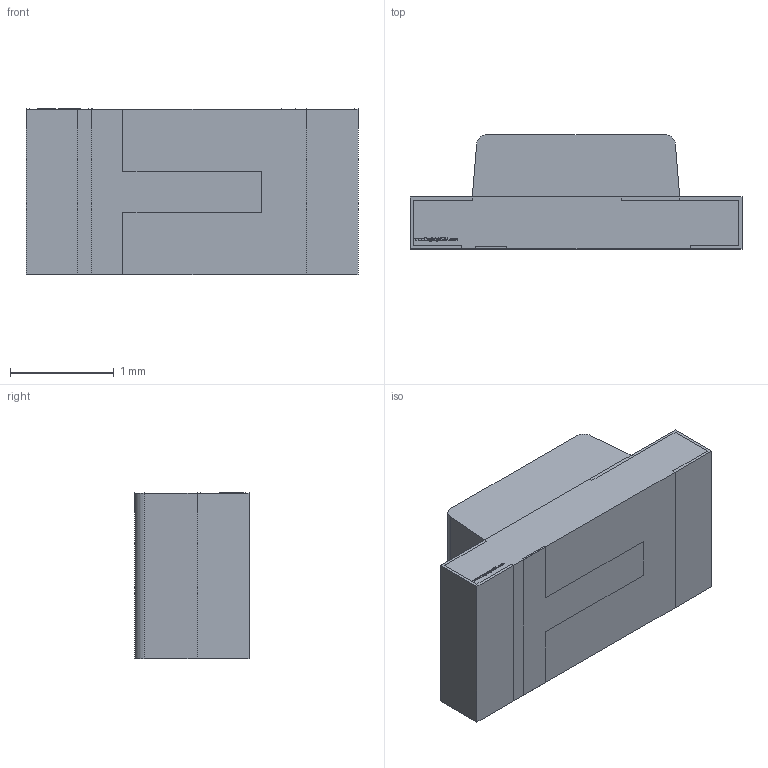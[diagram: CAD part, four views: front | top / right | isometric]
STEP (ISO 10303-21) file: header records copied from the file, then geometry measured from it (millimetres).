
FILE_DESCRIPTION (( 'STEP AP214' ), '1' );
FILE_NAME ('AP3216.STEP', '2008-09-03T16:46:21', ( '' ), ( '' ), 'SwSTEP 2.0', 'SolidWorks 2008', '' );
FILE_SCHEMA (( 'AUTOMOTIVE_DESIGN' ));
Length unit declared in the file: millimetre
Products named in the file (1): AP3216
Bounding box: 3.2 x 1.1 x 1.6 mm (x, y, z)
Volume: 4.5 mm3; surface area: 38.3 mm2
Topology: 7 solids, 7 shells, 347 faces, 915 edges, 610 vertices
Faces by surface type: plane 229, bspline 116, cylinder 2
Entity records: 19963 total; most frequent: CARTESIAN_POINT 8261, ORIENTED_EDGE 1830, DIRECTION 1151, EDGE_CURVE 915, LINE 679, VECTOR 679, VERTEX_POINT 610, EDGE_LOOP 375
